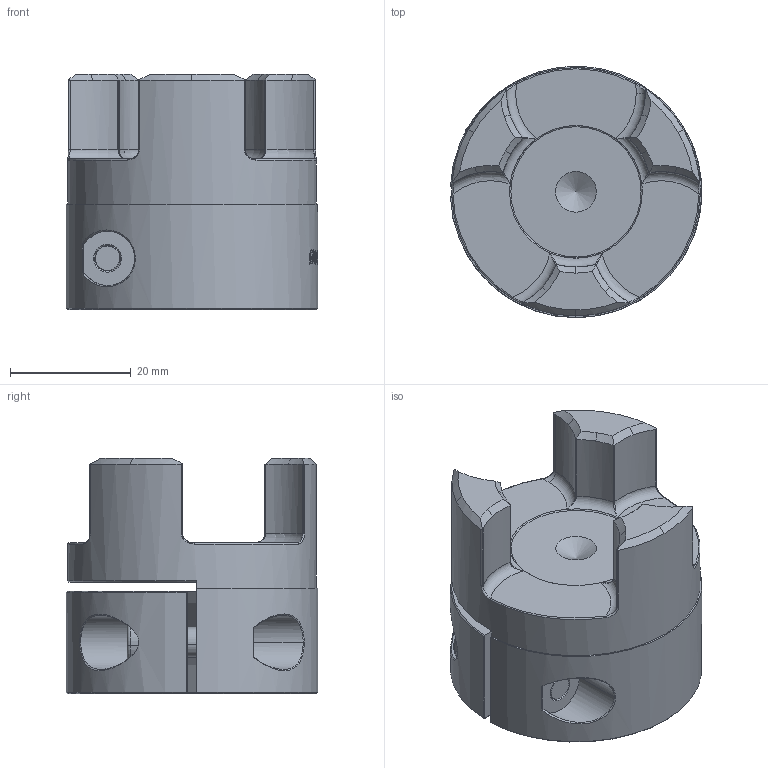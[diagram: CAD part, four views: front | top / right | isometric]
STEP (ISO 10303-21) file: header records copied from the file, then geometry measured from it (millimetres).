
FILE_DESCRIPTION(/* description */ ('Alibre Inc.'),/* implementation_level */ '2;1');
FILE_NAME(/* name */ 'export-B6AD5FA3-EA5E-4B53-9308-B25F019B5FAD',/* time_stamp */ '2021-09-15T11:48:35+02:00',/* author */ (''),/* organization */ (''),/* preprocessor_version */ 'ST-DEVELOPER v17',/* originating_system */ 'Alibre',/* authorisation */ '');
FILE_SCHEMA (('AUTOMOTIVE_DESIGN'));
Length unit declared in the file: millimetre
Products named in the file (3): 07160-05x16
Bounding box: 41.69 x 41.69 x 39 mm (x, y, z)
Volume: 35199.9 mm3; surface area: 10954 mm2
Topology: 2 solids, 2 shells, 329 faces, 884 edges, 570 vertices
Faces by surface type: bspline 150, plane 73, cylinder 52, cone 37, torus 17
Full cylindrical faces by diameter (mm): 4.2 x1, 5.5 x1, 9 x1, 41.2 x1
Entity records: 23350 total; most frequent: CARTESIAN_POINT 16697, ORIENTED_EDGE 1750, EDGE_CURVE 875, DIRECTION 703, VERTEX_POINT 570, B_SPLINE_CURVE_WITH_KNOTS 537, EDGE_LOOP 353, FACE_BOUND 353
